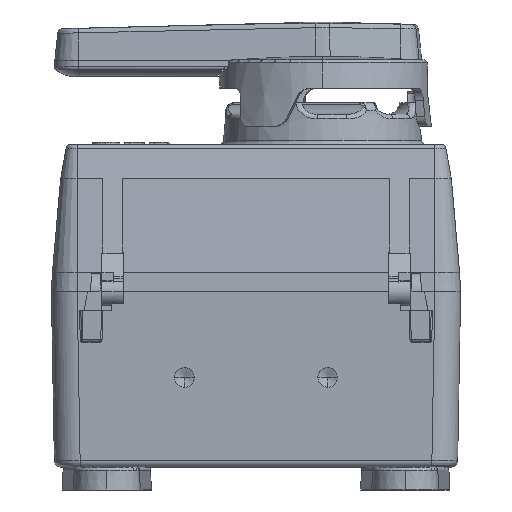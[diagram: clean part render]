
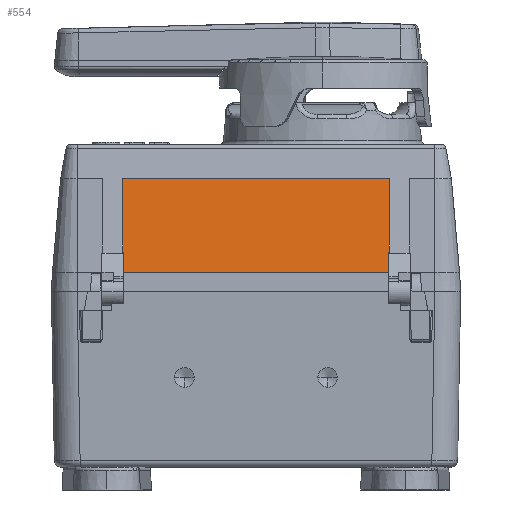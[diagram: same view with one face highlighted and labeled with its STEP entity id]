
A CAD part, front view. The second image highlights one B-rep face of the part: STEP entity #554.
In plain terms, the highlighted planar face has unit normal (0, -0.996, 0.087).
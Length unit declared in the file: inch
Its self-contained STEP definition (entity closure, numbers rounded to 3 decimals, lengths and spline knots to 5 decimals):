
#554 = ADVANCED_FACE ( 'NONE', ( #8127 ), #43479, .T. ) ;
#3293 = CARTESIAN_POINT ( 'NONE',  ( 1.62599, -3.45741, 2.72009 ) ) ;
#3985 = EDGE_LOOP ( 'NONE', ( #57100, #34177, #38906, #43008 ) ) ;
#4848 = LINE ( 'NONE', #10969, #29188 ) ;
#7710 = EDGE_CURVE ( 'NONE', #10883, #60015, #58654, .T. ) ;
#8127 = FACE_OUTER_BOUND ( 'NONE', #3985, .T. ) ;
#10883 = VERTEX_POINT ( 'NONE', #22095 ) ;
#10969 = CARTESIAN_POINT ( 'NONE',  ( -2.185, -3.48758, 2.37522 ) ) ;
#14882 = DIRECTION ( 'NONE',  ( 1., 0., 0. ) ) ;
#17117 = DIRECTION ( 'NONE',  ( -0.009, 0.087, 0.996 ) ) ;
#17426 = CARTESIAN_POINT ( 'NONE',  ( 1.63301, -3.38697, 3.52522 ) ) ;
#19290 = VECTOR ( 'NONE', #17117, 39.37008 ) ;
#22095 = CARTESIAN_POINT ( 'NONE',  ( 1.62298, -3.48758, 2.37522 ) ) ;
#23047 = DIRECTION ( 'NONE',  ( 0.009, 0.087, 0.996 ) ) ;
#23335 = DIRECTION ( 'NONE',  ( 0., -0.087, -0.996 ) ) ;
#26696 = CARTESIAN_POINT ( 'NONE',  ( -1.63301, -3.38697, 3.52522 ) ) ;
#27726 = CARTESIAN_POINT ( 'NONE',  ( -1.62298, -3.48758, 2.37522 ) ) ;
#28530 = CARTESIAN_POINT ( 'NONE',  ( -2.185, -3.48758, 2.37522 ) ) ;
#28910 = VERTEX_POINT ( 'NONE', #27726 ) ;
#29188 = VECTOR ( 'NONE', #14882, 39.37008 ) ;
#32965 = VECTOR ( 'NONE', #47820, 39.37008 ) ;
#34177 = ORIENTED_EDGE ( 'NONE', *, *, #37470, .F. ) ;
#34744 = VECTOR ( 'NONE', #23047, 39.37008 ) ;
#37365 = DIRECTION ( 'NONE',  ( 0., -0.996, 0.087 ) ) ;
#37470 = EDGE_CURVE ( 'NONE', #54912, #60015, #47493, .T. ) ;
#38906 = ORIENTED_EDGE ( 'NONE', *, *, #60025, .F. ) ;
#40266 = AXIS2_PLACEMENT_3D ( 'NONE', #28530, #37365, #23335 ) ;
#41795 = LINE ( 'NONE', #61509, #19290 ) ;
#43008 = ORIENTED_EDGE ( 'NONE', *, *, #58114, .T. ) ;
#43479 = PLANE ( 'NONE',  #40266 ) ;
#47493 = LINE ( 'NONE', #57151, #32965 ) ;
#47820 = DIRECTION ( 'NONE',  ( 1., 0., 0. ) ) ;
#54912 = VERTEX_POINT ( 'NONE', #26696 ) ;
#57100 = ORIENTED_EDGE ( 'NONE', *, *, #7710, .T. ) ;
#57151 = CARTESIAN_POINT ( 'NONE',  ( -2.185, -3.38697, 3.52522 ) ) ;
#58114 = EDGE_CURVE ( 'NONE', #28910, #10883, #4848, .T. ) ;
#58654 = LINE ( 'NONE', #3293, #34744 ) ;
#60015 = VERTEX_POINT ( 'NONE', #17426 ) ;
#60025 = EDGE_CURVE ( 'NONE', #28910, #54912, #41795, .T. ) ;
#61509 = CARTESIAN_POINT ( 'NONE',  ( -1.62302, -3.48716, 2.38009 ) ) ;
